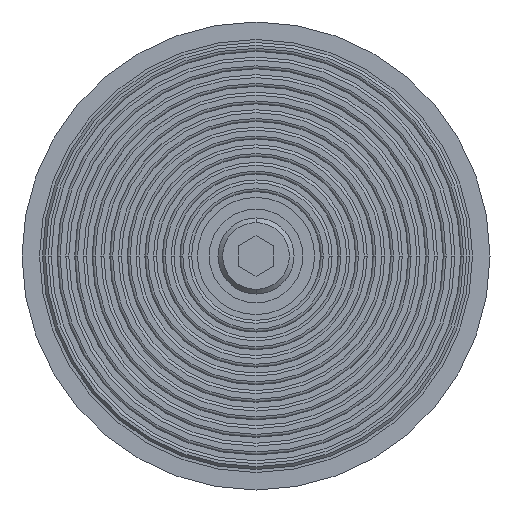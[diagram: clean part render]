
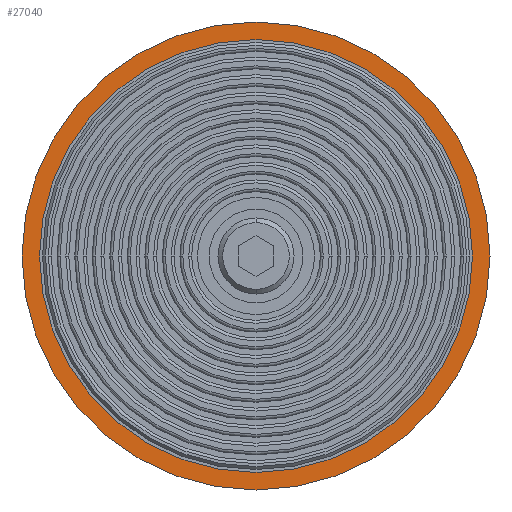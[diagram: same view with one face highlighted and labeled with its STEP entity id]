
A CAD part, front view. The second image highlights one B-rep face of the part: STEP entity #27040.
In plain terms, the highlighted planar face has unit normal (0, -1, 0).
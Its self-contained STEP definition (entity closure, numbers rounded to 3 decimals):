
#26690=CARTESIAN_POINT('',(15.,-2.,0.));
#26700=DIRECTION('',(-0.,1.,0.));
#26710=DIRECTION('',(1.,0.,0.));
#26720=AXIS2_PLACEMENT_3D('',#26690,#26700,#26710);
#26730=PLANE('',#26720);
#26740=CARTESIAN_POINT('',(0.,-2.,0.));
#26750=DIRECTION('',(0.,-1.,0.));
#26760=DIRECTION('',(1.,0.,0.));
#26770=AXIS2_PLACEMENT_3D('',#26740,#26750,#26760);
#26780=CIRCLE('',#26770,37.);
#26790=CARTESIAN_POINT('',(37.,-2.,0.));
#26800=VERTEX_POINT('',#26790);
#26810=CARTESIAN_POINT('',(-37.,-2.,0.));
#26820=VERTEX_POINT('',#26810);
#26830=EDGE_CURVE('',#26800,#26820,#26780,.T.);
#26840=ORIENTED_EDGE('',*,*,#26830,.F.);
#26850=EDGE_CURVE('',#26820,#26800,#26780,.T.);
#26860=ORIENTED_EDGE('',*,*,#26850,.F.);
#26870=EDGE_LOOP('',(#26860,#26840));
#26880=FACE_BOUND('',#26870,.T.);
#26890=CARTESIAN_POINT('',(0.,-2.,0.));
#26900=DIRECTION('',(0.,1.,0.));
#26910=DIRECTION('',(1.,0.,0.));
#26920=AXIS2_PLACEMENT_3D('',#26890,#26900,#26910);
#26930=CIRCLE('',#26920,40.);
#26940=CARTESIAN_POINT('',(40.,-2.,0.));
#26950=VERTEX_POINT('',#26940);
#26960=CARTESIAN_POINT('',(-40.,-2.,0.));
#26970=VERTEX_POINT('',#26960);
#26980=EDGE_CURVE('',#26950,#26970,#26930,.T.);
#26990=ORIENTED_EDGE('',*,*,#26980,.F.);
#27000=EDGE_CURVE('',#26970,#26950,#26930,.T.);
#27010=ORIENTED_EDGE('',*,*,#27000,.F.);
#27020=EDGE_LOOP('',(#27010,#26990));
#27030=FACE_OUTER_BOUND('',#27020,.T.);
#27040=ADVANCED_FACE('',(#26880,#27030),#26730,.F.);
